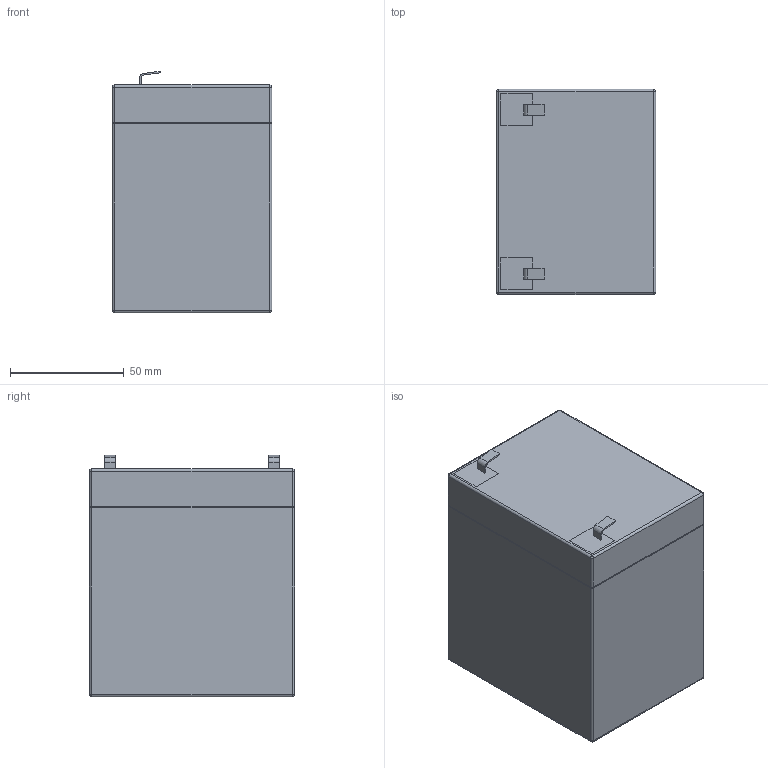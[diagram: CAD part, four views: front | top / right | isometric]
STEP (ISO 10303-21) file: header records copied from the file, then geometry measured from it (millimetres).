
FILE_DESCRIPTION(('FreeCAD Model'),'2;1');
FILE_NAME('Akku_12_5.4.step','2021-02-02T13:12:53',('Author'),(''), 'Open CASCADE STEP processor 7.3','FreeCAD','Unknown');
FILE_SCHEMA(('AUTOMOTIVE_DESIGN { 1 0 10303 214 1 1 1 1 }'));
Length unit declared in the file: millimetre
Products named in the file (1): Akku_12_5.4
Bounding box: 70 x 90 x 106 mm (x, y, z)
Volume: 629783.6 mm3; surface area: 45766 mm2
Topology: 5 solids, 5 shells, 82 faces, 188 edges, 112 vertices
Faces by surface type: plane 54, cylinder 20, sphere 8
Entity records: 5049 total; most frequent: CARTESIAN_POINT 855, DIRECTION 646, LINE 388, VECTOR 388, ORIENTED_EDGE 360, PCURVE 360, DEFINITIONAL_REPRESENTATION 360, EDGE_CURVE 180
